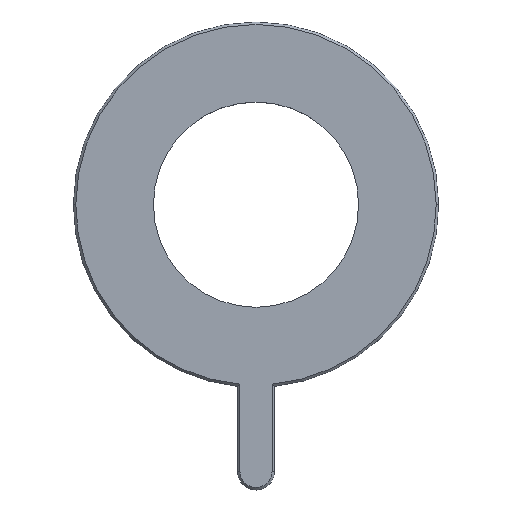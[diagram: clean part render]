
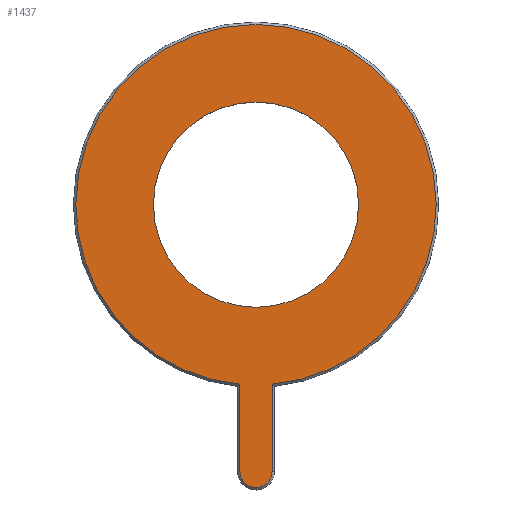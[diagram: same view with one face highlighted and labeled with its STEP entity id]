
A CAD part, top view. The second image highlights one B-rep face of the part: STEP entity #1437.
In plain terms, the highlighted planar face has unit normal (0, 0, 1).
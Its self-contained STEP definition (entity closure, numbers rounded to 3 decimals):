
#16 = CARTESIAN_POINT ( 'NONE',  ( 1.95, -21.863, 2.25 ) ) ;
#154 = DIRECTION ( 'NONE',  ( 0., 0., 1. ) ) ;
#188 = EDGE_LOOP ( 'NONE', ( #5360, #681, #4950, #1346, #4038, #1362, #1478 ) ) ;
#459 = EDGE_CURVE ( 'NONE', #2523, #1586, #1505, .T. ) ;
#486 = CIRCLE ( 'NONE', #3383, 21.95 ) ;
#530 = CARTESIAN_POINT ( 'NONE',  ( 0., 0., 2.25 ) ) ;
#542 = VERTEX_POINT ( 'NONE', #4415 ) ;
#626 = AXIS2_PLACEMENT_3D ( 'NONE', #4648, #1665, #5081 ) ;
#681 = ORIENTED_EDGE ( 'NONE', *, *, #1675, .T. ) ;
#717 = EDGE_CURVE ( 'NONE', #1824, #1852, #2951, .T. ) ;
#739 = DIRECTION ( 'NONE',  ( 0., 0., 1. ) ) ;
#773 = CIRCLE ( 'NONE', #1173, 1.95 ) ;
#784 = EDGE_LOOP ( 'NONE', ( #3890, #4110 ) ) ;
#956 = CARTESIAN_POINT ( 'NONE',  ( 0., 0., 2.25 ) ) ;
#1027 = DIRECTION ( 'NONE',  ( 0., -1., 0. ) ) ;
#1082 = EDGE_CURVE ( 'NONE', #5192, #2523, #486, .T. ) ;
#1106 = CARTESIAN_POINT ( 'NONE',  ( -12.5, 0., 2.25 ) ) ;
#1159 = CARTESIAN_POINT ( 'NONE',  ( -1.95, -21.863, 2.25 ) ) ;
#1173 = AXIS2_PLACEMENT_3D ( 'NONE', #4020, #1557, #1945 ) ;
#1310 = CARTESIAN_POINT ( 'NONE',  ( -21.95, 0., 2.25 ) ) ;
#1346 = ORIENTED_EDGE ( 'NONE', *, *, #1743, .T. ) ;
#1362 = ORIENTED_EDGE ( 'NONE', *, *, #459, .T. ) ;
#1421 = CARTESIAN_POINT ( 'NONE',  ( 0., 0., 2.25 ) ) ;
#1437 = ADVANCED_FACE ( 'NONE', ( #1572, #2434 ), #4776, .T. ) ;
#1476 = CIRCLE ( 'NONE', #5207, 12.5 ) ;
#1478 = ORIENTED_EDGE ( 'NONE', *, *, #4313, .T. ) ;
#1505 = CIRCLE ( 'NONE', #4545, 21.95 ) ;
#1550 = DIRECTION ( 'NONE',  ( 0., 0., 1. ) ) ;
#1557 = DIRECTION ( 'NONE',  ( 0., 0., 1. ) ) ;
#1572 = FACE_OUTER_BOUND ( 'NONE', #188, .T. ) ;
#1580 = DIRECTION ( 'NONE',  ( 1., 0., 0. ) ) ;
#1586 = VERTEX_POINT ( 'NONE', #1159 ) ;
#1665 = DIRECTION ( 'NONE',  ( 0., 0., 1. ) ) ;
#1675 = EDGE_CURVE ( 'NONE', #1852, #3144, #773, .T. ) ;
#1743 = EDGE_CURVE ( 'NONE', #5017, #5192, #4716, .T. ) ;
#1760 = DIRECTION ( 'NONE',  ( 1., 0., 0. ) ) ;
#1824 = VERTEX_POINT ( 'NONE', #4142 ) ;
#1852 = VERTEX_POINT ( 'NONE', #4269 ) ;
#1945 = DIRECTION ( 'NONE',  ( 1., 0., 0. ) ) ;
#2044 = LINE ( 'NONE', #4374, #4960 ) ;
#2136 = EDGE_CURVE ( 'NONE', #542, #3389, #5116, .T. ) ;
#2188 = AXIS2_PLACEMENT_3D ( 'NONE', #4575, #739, #3337 ) ;
#2222 = DIRECTION ( 'NONE',  ( 0., 1., 0. ) ) ;
#2375 = DIRECTION ( 'NONE',  ( 0., 0., 1. ) ) ;
#2434 = FACE_BOUND ( 'NONE', #784, .T. ) ;
#2523 = VERTEX_POINT ( 'NONE', #1310 ) ;
#2632 = EDGE_CURVE ( 'NONE', #3389, #542, #1476, .T. ) ;
#2658 = DIRECTION ( 'NONE',  ( 1., 0., 0. ) ) ;
#2833 = AXIS2_PLACEMENT_3D ( 'NONE', #1421, #154, #3123 ) ;
#2951 = CIRCLE ( 'NONE', #626, 1.95 ) ;
#3123 = DIRECTION ( 'NONE',  ( 1., 0., 0. ) ) ;
#3144 = VERTEX_POINT ( 'NONE', #3973 ) ;
#3337 = DIRECTION ( 'NONE',  ( 1., 0., 0. ) ) ;
#3383 = AXIS2_PLACEMENT_3D ( 'NONE', #956, #5160, #1760 ) ;
#3389 = VERTEX_POINT ( 'NONE', #1106 ) ;
#3490 = LINE ( 'NONE', #4742, #3564 ) ;
#3564 = VECTOR ( 'NONE', #2222, 1000. ) ;
#3890 = ORIENTED_EDGE ( 'NONE', *, *, #2136, .F. ) ;
#3917 = EDGE_CURVE ( 'NONE', #3144, #5017, #3490, .T. ) ;
#3948 = DIRECTION ( 'NONE',  ( 0., 0., 1. ) ) ;
#3973 = CARTESIAN_POINT ( 'NONE',  ( 1.95, -32.5, 2.25 ) ) ;
#4020 = CARTESIAN_POINT ( 'NONE',  ( 0., -32.5, 2.25 ) ) ;
#4038 = ORIENTED_EDGE ( 'NONE', *, *, #1082, .T. ) ;
#4075 = CARTESIAN_POINT ( 'NONE',  ( 0., 0., 2.25 ) ) ;
#4110 = ORIENTED_EDGE ( 'NONE', *, *, #2632, .F. ) ;
#4142 = CARTESIAN_POINT ( 'NONE',  ( -1.95, -32.5, 2.25 ) ) ;
#4267 = AXIS2_PLACEMENT_3D ( 'NONE', #4944, #2375, #1580 ) ;
#4269 = CARTESIAN_POINT ( 'NONE',  ( 0., -34.45, 2.25 ) ) ;
#4313 = EDGE_CURVE ( 'NONE', #1586, #1824, #2044, .T. ) ;
#4374 = CARTESIAN_POINT ( 'NONE',  ( -1.95, 0., 2.25 ) ) ;
#4415 = CARTESIAN_POINT ( 'NONE',  ( 12.5, 0., 2.25 ) ) ;
#4494 = DIRECTION ( 'NONE',  ( 1., 0., 0. ) ) ;
#4545 = AXIS2_PLACEMENT_3D ( 'NONE', #4075, #1550, #4494 ) ;
#4575 = CARTESIAN_POINT ( 'NONE',  ( 0., 0., 2.25 ) ) ;
#4648 = CARTESIAN_POINT ( 'NONE',  ( 0., -32.5, 2.25 ) ) ;
#4716 = CIRCLE ( 'NONE', #2188, 21.95 ) ;
#4742 = CARTESIAN_POINT ( 'NONE',  ( 1.95, 0., 2.25 ) ) ;
#4776 = PLANE ( 'NONE',  #2833 ) ;
#4944 = CARTESIAN_POINT ( 'NONE',  ( 0., 0., 2.25 ) ) ;
#4950 = ORIENTED_EDGE ( 'NONE', *, *, #3917, .T. ) ;
#4960 = VECTOR ( 'NONE', #1027, 1000. ) ;
#5017 = VERTEX_POINT ( 'NONE', #16 ) ;
#5081 = DIRECTION ( 'NONE',  ( 1., 0., 0. ) ) ;
#5116 = CIRCLE ( 'NONE', #4267, 12.5 ) ;
#5160 = DIRECTION ( 'NONE',  ( 0., 0., 1. ) ) ;
#5192 = VERTEX_POINT ( 'NONE', #5400 ) ;
#5207 = AXIS2_PLACEMENT_3D ( 'NONE', #530, #3948, #2658 ) ;
#5360 = ORIENTED_EDGE ( 'NONE', *, *, #717, .T. ) ;
#5400 = CARTESIAN_POINT ( 'NONE',  ( 21.95, 0., 2.25 ) ) ;
